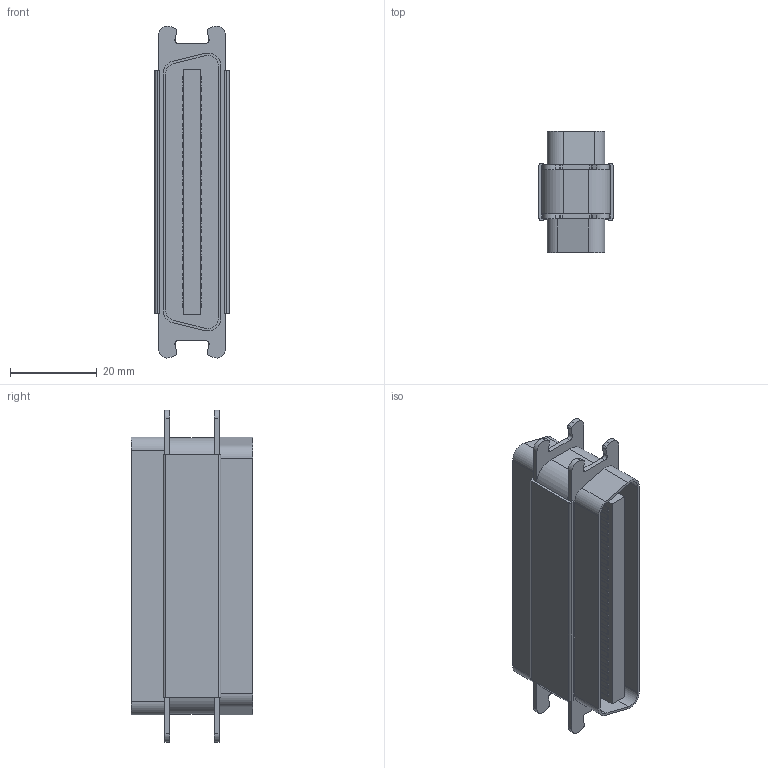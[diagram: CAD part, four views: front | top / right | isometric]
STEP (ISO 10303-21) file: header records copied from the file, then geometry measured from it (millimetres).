
FILE_DESCRIPTION (( 'STEP AP214' ), '1' );
FILE_NAME ('DGC50M.STEP', '2009-08-11T14:25:54', ( ' ' ), ( ' ' ), 'SwSTEP 2.0', 'SolidWorks 2008', '' );
FILE_SCHEMA (( 'AUTOMOTIVE_DESIGN' ));
Length unit declared in the file: inch
Products named in the file (5): DGC50F-MA2; 3ab15-006_without dimples; 3AB15-006-MA1; 3AB15-006-MA2_without dimples; DGC50M
Assembly tree (5 placements, depth 3):
  DGC50M
    DGC50F-MA2
    3ab15-006_without dimples  x2
      3AB15-006-MA2_without dimples
      3AB15-006-MA1
Bounding box: 17.02 x 27.94 x 76.34 mm (x, y, z)
Volume: 10217.4 mm3; surface area: 17644.3 mm2
Topology: 5 solids, 5 shells, 562 faces, 1636 edges, 1088 vertices
Faces by surface type: plane 394, cylinder 168
Entity records: 12833 total; most frequent: CARTESIAN_POINT 1776, ORIENTED_EDGE 1760, DIRECTION 1684, EDGE_CURVE 880, VECTOR 700, LINE 700, VERTEX_POINT 584, AXIS2_PLACEMENT_3D 492
